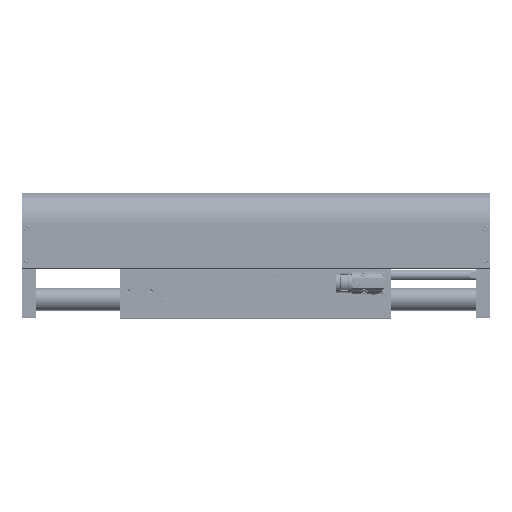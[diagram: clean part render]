
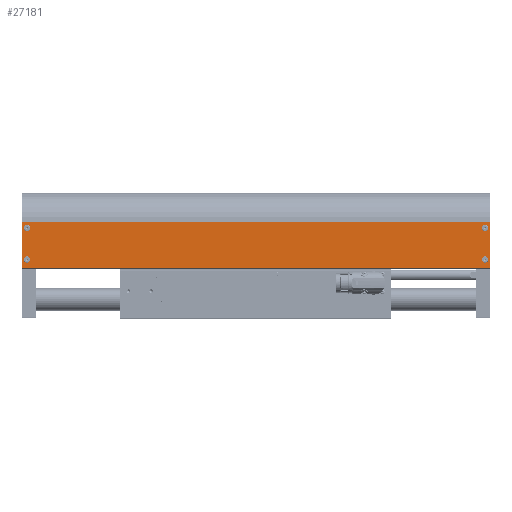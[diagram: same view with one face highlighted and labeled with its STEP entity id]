
A CAD part, top view. The second image highlights one B-rep face of the part: STEP entity #27181.
In plain terms, the highlighted face is planar.
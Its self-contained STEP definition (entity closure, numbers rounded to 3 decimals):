
#310 = LINE ( 'NONE', #40959, #48361 ) ;
#2304 = AXIS2_PLACEMENT_3D ( 'NONE', #64756, #71048, #9646 ) ;
#3761 = DIRECTION ( 'NONE',  ( -1., 0., 0. ) ) ;
#3963 = ORIENTED_EDGE ( 'NONE', *, *, #36362, .F. ) ;
#3973 = EDGE_CURVE ( 'NONE', #66845, #66845, #46122, .T. ) ;
#4214 = PLANE ( 'NONE',  #17365 ) ;
#4846 = ORIENTED_EDGE ( 'NONE', *, *, #87664, .F. ) ;
#5530 = DIRECTION ( 'NONE',  ( 0., 1., 0. ) ) ;
#6266 = VECTOR ( 'NONE', #53769, 1000. ) ;
#6805 = CARTESIAN_POINT ( 'NONE',  ( -32., 0., 0. ) ) ;
#7531 = AXIS2_PLACEMENT_3D ( 'NONE', #80681, #33084, #74762 ) ;
#8205 = CARTESIAN_POINT ( 'NONE',  ( -32., -42., 514.4 ) ) ;
#9646 = DIRECTION ( 'NONE',  ( 0., 0., 1. ) ) ;
#9978 = DIRECTION ( 'NONE',  ( 0., 0., 1. ) ) ;
#10735 = CIRCLE ( 'NONE', #63703, 2.4 ) ;
#11095 = EDGE_CURVE ( 'NONE', #83492, #87336, #310, .T. ) ;
#11744 = FACE_BOUND ( 'NONE', #26854, .T. ) ;
#12627 = CARTESIAN_POINT ( 'NONE',  ( -32., -7., 7.4 ) ) ;
#14330 = AXIS2_PLACEMENT_3D ( 'NONE', #52102, #70613, #17626 ) ;
#15203 = ORIENTED_EDGE ( 'NONE', *, *, #28294, .T. ) ;
#17365 = AXIS2_PLACEMENT_3D ( 'NONE', #25137, #45765, #5530 ) ;
#17626 = DIRECTION ( 'NONE',  ( 0., 0., 1. ) ) ;
#21008 = VERTEX_POINT ( 'NONE', #55180 ) ;
#21475 = CARTESIAN_POINT ( 'NONE',  ( -32., 0., 517. ) ) ;
#23809 = CARTESIAN_POINT ( 'NONE',  ( -32., -42., 512. ) ) ;
#24836 = ORIENTED_EDGE ( 'NONE', *, *, #3973, .F. ) ;
#25092 = ORIENTED_EDGE ( 'NONE', *, *, #11095, .T. ) ;
#25137 = CARTESIAN_POINT ( 'NONE',  ( -32., 0., 517. ) ) ;
#25315 = EDGE_CURVE ( 'NONE', #87336, #52293, #65322, .T. ) ;
#26854 = EDGE_LOOP ( 'NONE', ( #3963 ) ) ;
#27181 = ADVANCED_FACE ( 'NONE', ( #73593, #52907, #73136, #11744, #86609 ), #4214, .F. ) ;
#28294 = EDGE_CURVE ( 'NONE', #21008, #83492, #76238, .T. ) ;
#31262 = CARTESIAN_POINT ( 'NONE',  ( -32., -51.5, 517. ) ) ;
#32514 = EDGE_LOOP ( 'NONE', ( #25092, #56925, #4846, #15203 ) ) ;
#33084 = DIRECTION ( 'NONE',  ( -1., 0., 0. ) ) ;
#34014 = EDGE_LOOP ( 'NONE', ( #82531 ) ) ;
#35482 = CARTESIAN_POINT ( 'NONE',  ( -32., 0., 517. ) ) ;
#36362 = EDGE_CURVE ( 'NONE', #85252, #85252, #78092, .T. ) ;
#37223 = CARTESIAN_POINT ( 'NONE',  ( -32., -42., 7.4 ) ) ;
#40959 = CARTESIAN_POINT ( 'NONE',  ( -32., 0., 0. ) ) ;
#43962 = VERTEX_POINT ( 'NONE', #8205 ) ;
#44375 = CIRCLE ( 'NONE', #14330, 2.4 ) ;
#45765 = DIRECTION ( 'NONE',  ( 1., 0., 0. ) ) ;
#46122 = CIRCLE ( 'NONE', #7531, 2.4 ) ;
#48361 = VECTOR ( 'NONE', #62492, 1000. ) ;
#52102 = CARTESIAN_POINT ( 'NONE',  ( -32., -7., 512. ) ) ;
#52293 = VERTEX_POINT ( 'NONE', #56767 ) ;
#52752 = ORIENTED_EDGE ( 'NONE', *, *, #77201, .F. ) ;
#52907 = FACE_BOUND ( 'NONE', #34014, .T. ) ;
#53769 = DIRECTION ( 'NONE',  ( 0., 0., -1. ) ) ;
#55180 = CARTESIAN_POINT ( 'NONE',  ( -32., 0., 517. ) ) ;
#56767 = CARTESIAN_POINT ( 'NONE',  ( -32., -51.5, 517. ) ) ;
#56925 = ORIENTED_EDGE ( 'NONE', *, *, #25315, .T. ) ;
#58733 = VECTOR ( 'NONE', #84225, 1000. ) ;
#59253 = VERTEX_POINT ( 'NONE', #79481 ) ;
#60879 = EDGE_LOOP ( 'NONE', ( #52752 ) ) ;
#62492 = DIRECTION ( 'NONE',  ( 0., -1., 0. ) ) ;
#63703 = AXIS2_PLACEMENT_3D ( 'NONE', #23809, #3761, #9978 ) ;
#63778 = LINE ( 'NONE', #35482, #80904 ) ;
#64756 = CARTESIAN_POINT ( 'NONE',  ( -32., -42., 5. ) ) ;
#65322 = LINE ( 'NONE', #31262, #58733 ) ;
#65606 = CARTESIAN_POINT ( 'NONE',  ( -32., -51.5, 0. ) ) ;
#66845 = VERTEX_POINT ( 'NONE', #12627 ) ;
#70613 = DIRECTION ( 'NONE',  ( -1., 0., 0. ) ) ;
#71048 = DIRECTION ( 'NONE',  ( -1., 0., 0. ) ) ;
#73136 = FACE_BOUND ( 'NONE', #60879, .T. ) ;
#73593 = FACE_OUTER_BOUND ( 'NONE', #32514, .T. ) ;
#74762 = DIRECTION ( 'NONE',  ( 0., 0., 1. ) ) ;
#76238 = LINE ( 'NONE', #21475, #6266 ) ;
#76802 = DIRECTION ( 'NONE',  ( 0., -1., 0. ) ) ;
#77201 = EDGE_CURVE ( 'NONE', #59253, #59253, #44375, .T. ) ;
#78092 = CIRCLE ( 'NONE', #2304, 2.4 ) ;
#79481 = CARTESIAN_POINT ( 'NONE',  ( -32., -7., 514.4 ) ) ;
#80681 = CARTESIAN_POINT ( 'NONE',  ( -32., -7., 5. ) ) ;
#80904 = VECTOR ( 'NONE', #76802, 1000. ) ;
#82531 = ORIENTED_EDGE ( 'NONE', *, *, #87855, .F. ) ;
#83492 = VERTEX_POINT ( 'NONE', #6805 ) ;
#84225 = DIRECTION ( 'NONE',  ( 0., 0., 1. ) ) ;
#85252 = VERTEX_POINT ( 'NONE', #37223 ) ;
#86609 = FACE_BOUND ( 'NONE', #88012, .T. ) ;
#87336 = VERTEX_POINT ( 'NONE', #65606 ) ;
#87664 = EDGE_CURVE ( 'NONE', #21008, #52293, #63778, .T. ) ;
#87855 = EDGE_CURVE ( 'NONE', #43962, #43962, #10735, .T. ) ;
#88012 = EDGE_LOOP ( 'NONE', ( #24836 ) ) ;
